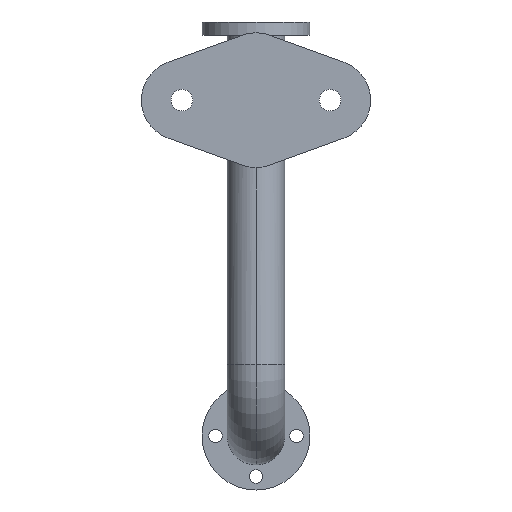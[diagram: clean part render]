
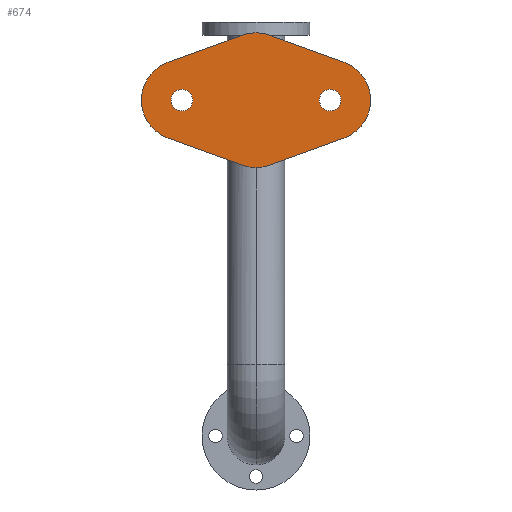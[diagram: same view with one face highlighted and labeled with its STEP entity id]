
A CAD part, front view. The second image highlights one B-rep face of the part: STEP entity #674.
In plain terms, the highlighted planar face has unit normal (0, -1, 0).
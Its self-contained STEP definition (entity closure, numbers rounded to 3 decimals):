
#128 = DIRECTION ( 'NONE',  ( 0., 1., 0. ) ) ;
#132 = AXIS2_PLACEMENT_3D ( 'NONE', #1954, #425, #436 ) ;
#133 = ORIENTED_EDGE ( 'NONE', *, *, #1964, .F. ) ;
#149 = VERTEX_POINT ( 'NONE', #458 ) ;
#161 = DIRECTION ( 'NONE',  ( 0., 0., -1. ) ) ;
#181 = CIRCLE ( 'NONE', #1975, 45. ) ;
#207 = AXIS2_PLACEMENT_3D ( 'NONE', #1870, #1757, #2101 ) ;
#210 = EDGE_CURVE ( 'NONE', #790, #473, #1108, .T. ) ;
#236 = DIRECTION ( 'NONE',  ( 0., 1., 0. ) ) ;
#253 = CARTESIAN_POINT ( 'NONE',  ( 82.5, -325., 361.82 ) ) ;
#360 = CIRCLE ( 'NONE', #2071, 45. ) ;
#372 = CARTESIAN_POINT ( 'NONE',  ( 0., -325., 403.848 ) ) ;
#373 = DIRECTION ( 'NONE',  ( 0., 1., 0. ) ) ;
#376 = ORIENTED_EDGE ( 'NONE', *, *, #582, .T. ) ;
#378 = CARTESIAN_POINT ( 'NONE',  ( -15.391, -325., 446.134 ) ) ;
#385 = CARTESIAN_POINT ( 'NONE',  ( 97.891, -325., 331.534 ) ) ;
#387 = CARTESIAN_POINT ( 'NONE',  ( 82.5, -325., 373.82 ) ) ;
#425 = DIRECTION ( 'NONE',  ( 0., 1., 0. ) ) ;
#436 = DIRECTION ( 'NONE',  ( 0., 0., 1. ) ) ;
#458 = CARTESIAN_POINT ( 'NONE',  ( -97.891, -325., 416.106 ) ) ;
#465 = CARTESIAN_POINT ( 'NONE',  ( -97.891, -325., 331.534 ) ) ;
#473 = VERTEX_POINT ( 'NONE', #1888 ) ;
#477 = DIRECTION ( 'NONE',  ( 0., 0., 1. ) ) ;
#513 = ORIENTED_EDGE ( 'NONE', *, *, #546, .F. ) ;
#539 = EDGE_CURVE ( 'NONE', #473, #1646, #360, .T. ) ;
#546 = EDGE_CURVE ( 'NONE', #1982, #149, #181, .T. ) ;
#550 = FACE_BOUND ( 'NONE', #1609, .T. ) ;
#569 = ORIENTED_EDGE ( 'NONE', *, *, #1740, .T. ) ;
#577 = VERTEX_POINT ( 'NONE', #800 ) ;
#582 = EDGE_CURVE ( 'NONE', #1245, #723, #1619, .T. ) ;
#600 = AXIS2_PLACEMENT_3D ( 'NONE', #1073, #236, #913 ) ;
#603 = DIRECTION ( 'NONE',  ( 0., 0., 1. ) ) ;
#622 = VERTEX_POINT ( 'NONE', #2000 ) ;
#668 = AXIS2_PLACEMENT_3D ( 'NONE', #2037, #1182, #855 ) ;
#674 = ADVANCED_FACE ( 'NONE', ( #1559, #732, #550 ), #1907, .F. ) ;
#707 = DIRECTION ( 'NONE',  ( 0., 1., 0. ) ) ;
#723 = VERTEX_POINT ( 'NONE', #1389 ) ;
#731 = LINE ( 'NONE', #385, #1311 ) ;
#732 = FACE_OUTER_BOUND ( 'NONE', #1335, .T. ) ;
#790 = VERTEX_POINT ( 'NONE', #792 ) ;
#792 = CARTESIAN_POINT ( 'NONE',  ( 15.391, -325., 301.506 ) ) ;
#800 = CARTESIAN_POINT ( 'NONE',  ( 15.391, -325., 446.134 ) ) ;
#814 = DIRECTION ( 'NONE',  ( 0., 0., -1. ) ) ;
#844 = CIRCLE ( 'NONE', #132, 12. ) ;
#845 = CARTESIAN_POINT ( 'NONE',  ( 0., -325., 343.792 ) ) ;
#855 = DIRECTION ( 'NONE',  ( 0., 0., 1. ) ) ;
#864 = EDGE_CURVE ( 'NONE', #723, #1245, #844, .T. ) ;
#913 = DIRECTION ( 'NONE',  ( 0., 0., 1. ) ) ;
#927 = VERTEX_POINT ( 'NONE', #998 ) ;
#933 = CARTESIAN_POINT ( 'NONE',  ( -15.391, -325., 446.134 ) ) ;
#939 = EDGE_CURVE ( 'NONE', #1646, #1982, #985, .T. ) ;
#962 = ORIENTED_EDGE ( 'NONE', *, *, #210, .F. ) ;
#976 = DIRECTION ( 'NONE',  ( 0.94, 0., -0.342 ) ) ;
#985 = LINE ( 'NONE', #465, #2200 ) ;
#998 = CARTESIAN_POINT ( 'NONE',  ( 97.891, -325., 331.534 ) ) ;
#1004 = AXIS2_PLACEMENT_3D ( 'NONE', #2008, #1831, #477 ) ;
#1041 = CARTESIAN_POINT ( 'NONE',  ( -82.5, -325., 385.82 ) ) ;
#1053 = EDGE_LOOP ( 'NONE', ( #569, #1513 ) ) ;
#1073 = CARTESIAN_POINT ( 'NONE',  ( -82.5, -325., 373.82 ) ) ;
#1079 = DIRECTION ( 'NONE',  ( -0.94, 0., -0.342 ) ) ;
#1089 = LINE ( 'NONE', #1774, #1816 ) ;
#1098 = EDGE_CURVE ( 'NONE', #1958, #1404, #1346, .T. ) ;
#1108 = CIRCLE ( 'NONE', #1174, 45. ) ;
#1141 = CARTESIAN_POINT ( 'NONE',  ( -82.5, -325., 373.82 ) ) ;
#1174 = AXIS2_PLACEMENT_3D ( 'NONE', #1314, #2002, #603 ) ;
#1182 = DIRECTION ( 'NONE',  ( 0., 1., 0. ) ) ;
#1226 = EDGE_CURVE ( 'NONE', #149, #1631, #2089, .T. ) ;
#1245 = VERTEX_POINT ( 'NONE', #253 ) ;
#1311 = VECTOR ( 'NONE', #1079, 1000. ) ;
#1314 = CARTESIAN_POINT ( 'NONE',  ( 0., -325., 343.792 ) ) ;
#1335 = EDGE_LOOP ( 'NONE', ( #1731, #513, #2049, #1671, #962, #1451, #1899, #1935, #133 ) ) ;
#1346 = CIRCLE ( 'NONE', #668, 12. ) ;
#1389 = CARTESIAN_POINT ( 'NONE',  ( 82.5, -325., 385.82 ) ) ;
#1404 = VERTEX_POINT ( 'NONE', #1568 ) ;
#1420 = CIRCLE ( 'NONE', #207, 45. ) ;
#1451 = ORIENTED_EDGE ( 'NONE', *, *, #2079, .F. ) ;
#1513 = ORIENTED_EDGE ( 'NONE', *, *, #1098, .T. ) ;
#1529 = DIRECTION ( 'NONE',  ( 0., 1., 0. ) ) ;
#1559 = FACE_BOUND ( 'NONE', #1053, .T. ) ;
#1568 = CARTESIAN_POINT ( 'NONE',  ( -82.5, -325., 361.82 ) ) ;
#1571 = CARTESIAN_POINT ( 'NONE',  ( -97.891, -325., 331.534 ) ) ;
#1609 = EDGE_LOOP ( 'NONE', ( #376, #1977 ) ) ;
#1614 = EDGE_CURVE ( 'NONE', #622, #927, #1420, .T. ) ;
#1619 = CIRCLE ( 'NONE', #1004, 12. ) ;
#1631 = VERTEX_POINT ( 'NONE', #378 ) ;
#1646 = VERTEX_POINT ( 'NONE', #1733 ) ;
#1653 = AXIS2_PLACEMENT_3D ( 'NONE', #387, #373, #1921 ) ;
#1666 = DIRECTION ( 'NONE',  ( 0., 0., 1. ) ) ;
#1671 = ORIENTED_EDGE ( 'NONE', *, *, #539, .F. ) ;
#1673 = VECTOR ( 'NONE', #1976, 1000. ) ;
#1710 = AXIS2_PLACEMENT_3D ( 'NONE', #372, #707, #814 ) ;
#1731 = ORIENTED_EDGE ( 'NONE', *, *, #1226, .F. ) ;
#1733 = CARTESIAN_POINT ( 'NONE',  ( -15.391, -325., 301.506 ) ) ;
#1740 = EDGE_CURVE ( 'NONE', #1404, #1958, #1784, .T. ) ;
#1757 = DIRECTION ( 'NONE',  ( 0., 1., 0. ) ) ;
#1774 = CARTESIAN_POINT ( 'NONE',  ( 15.391, -325., 446.134 ) ) ;
#1784 = CIRCLE ( 'NONE', #600, 12. ) ;
#1816 = VECTOR ( 'NONE', #976, 1000. ) ;
#1831 = DIRECTION ( 'NONE',  ( 0., 1., 0. ) ) ;
#1838 = DIRECTION ( 'NONE',  ( -0.94, 0., 0.342 ) ) ;
#1853 = CIRCLE ( 'NONE', #1710, 45. ) ;
#1870 = CARTESIAN_POINT ( 'NONE',  ( 82.5, -325., 373.82 ) ) ;
#1888 = CARTESIAN_POINT ( 'NONE',  ( 0., -325., 298.792 ) ) ;
#1899 = ORIENTED_EDGE ( 'NONE', *, *, #1614, .F. ) ;
#1907 = PLANE ( 'NONE',  #1653 ) ;
#1921 = DIRECTION ( 'NONE',  ( 0., 0., 1. ) ) ;
#1935 = ORIENTED_EDGE ( 'NONE', *, *, #2176, .F. ) ;
#1954 = CARTESIAN_POINT ( 'NONE',  ( 82.5, -325., 373.82 ) ) ;
#1958 = VERTEX_POINT ( 'NONE', #1041 ) ;
#1964 = EDGE_CURVE ( 'NONE', #1631, #577, #1853, .T. ) ;
#1975 = AXIS2_PLACEMENT_3D ( 'NONE', #1141, #1529, #161 ) ;
#1976 = DIRECTION ( 'NONE',  ( 0.94, 0., 0.342 ) ) ;
#1977 = ORIENTED_EDGE ( 'NONE', *, *, #864, .T. ) ;
#1982 = VERTEX_POINT ( 'NONE', #1571 ) ;
#2000 = CARTESIAN_POINT ( 'NONE',  ( 97.891, -325., 416.106 ) ) ;
#2002 = DIRECTION ( 'NONE',  ( 0., 1., 0. ) ) ;
#2008 = CARTESIAN_POINT ( 'NONE',  ( 82.5, -325., 373.82 ) ) ;
#2037 = CARTESIAN_POINT ( 'NONE',  ( -82.5, -325., 373.82 ) ) ;
#2049 = ORIENTED_EDGE ( 'NONE', *, *, #939, .F. ) ;
#2071 = AXIS2_PLACEMENT_3D ( 'NONE', #845, #128, #1666 ) ;
#2079 = EDGE_CURVE ( 'NONE', #927, #790, #731, .T. ) ;
#2089 = LINE ( 'NONE', #933, #1673 ) ;
#2101 = DIRECTION ( 'NONE',  ( 0., 0., 1. ) ) ;
#2176 = EDGE_CURVE ( 'NONE', #577, #622, #1089, .T. ) ;
#2200 = VECTOR ( 'NONE', #1838, 1000. ) ;
